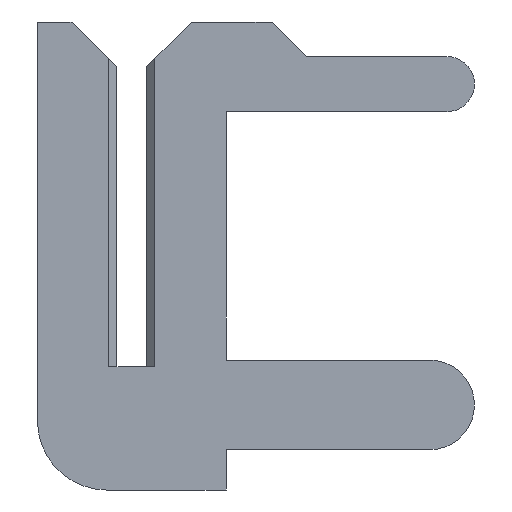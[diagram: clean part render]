
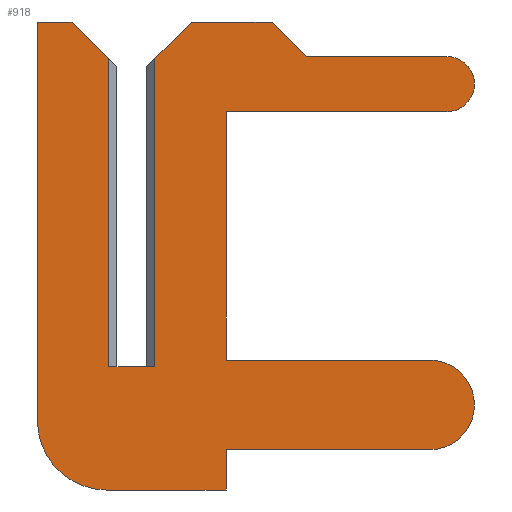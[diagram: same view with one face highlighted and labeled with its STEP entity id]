
A CAD part, left-side view. The second image highlights one B-rep face of the part: STEP entity #918.
In plain terms, the highlighted planar face has unit normal (-1, 0, 0).
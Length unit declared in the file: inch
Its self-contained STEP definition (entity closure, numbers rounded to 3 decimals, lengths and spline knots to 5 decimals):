
#2 = VECTOR ( 'NONE', #621, 39.37008 ) ;
#10 = ORIENTED_EDGE ( 'NONE', *, *, #794, .F. ) ;
#21 = EDGE_CURVE ( 'NONE', #318, #887, #1177, .T. ) ;
#25 = VERTEX_POINT ( 'NONE', #325 ) ;
#41 = ORIENTED_EDGE ( 'NONE', *, *, #755, .F. ) ;
#46 = EDGE_CURVE ( 'NONE', #55, #694, #334, .T. ) ;
#55 = VERTEX_POINT ( 'NONE', #980 ) ;
#56 = CARTESIAN_POINT ( 'NONE',  ( -0.01, 0.0065, 0. ) ) ;
#59 = DIRECTION ( 'NONE',  ( 0., -1., 0. ) ) ;
#70 = DIRECTION ( 'NONE',  ( 0., 0., 1. ) ) ;
#76 = EDGE_CURVE ( 'NONE', #1189, #576, #1074, .T. ) ;
#89 = VERTEX_POINT ( 'NONE', #1184 ) ;
#92 = VECTOR ( 'NONE', #59, 39.37008 ) ;
#95 = CIRCLE ( 'NONE', #307, 0.03 ) ;
#108 = VECTOR ( 'NONE', #197, 39.37008 ) ;
#113 = CARTESIAN_POINT ( 'NONE',  ( -0.01, -0.01, 0.134 ) ) ;
#122 = EDGE_CURVE ( 'NONE', #1019, #318, #1017, .T. ) ;
#136 = LINE ( 'NONE', #553, #108 ) ;
#139 = VECTOR ( 'NONE', #907, 39.37008 ) ;
#140 = DIRECTION ( 'NONE',  ( 1., 0., 0. ) ) ;
#147 = ORIENTED_EDGE ( 'NONE', *, *, #926, .F. ) ;
#148 = ORIENTED_EDGE ( 'NONE', *, *, #1066, .T. ) ;
#153 = AXIS2_PLACEMENT_3D ( 'NONE', #1061, #140, #324 ) ;
#157 = VERTEX_POINT ( 'NONE', #339 ) ;
#161 = DIRECTION ( 'NONE',  ( 0., 0., 1. ) ) ;
#164 = CARTESIAN_POINT ( 'NONE',  ( -0.01, 0.011, -0.0535 ) ) ;
#167 = DIRECTION ( 'NONE',  ( 1., 0., 0. ) ) ;
#172 = DIRECTION ( 'NONE',  ( 0., -1., 0. ) ) ;
#174 = ORIENTED_EDGE ( 'NONE', *, *, #321, .F. ) ;
#192 = ORIENTED_EDGE ( 'NONE', *, *, #565, .T. ) ;
#197 = DIRECTION ( 'NONE',  ( 0., 0., -1. ) ) ;
#204 = CARTESIAN_POINT ( 'NONE',  ( -0.01, -0.041, -0.0535 ) ) ;
#224 = ORIENTED_EDGE ( 'NONE', *, *, #122, .F. ) ;
#226 = DIRECTION ( 'NONE',  ( 0., -1., 0. ) ) ;
#230 = CARTESIAN_POINT ( 'NONE',  ( -0.01, 0.041, 0.15 ) ) ;
#240 = VERTEX_POINT ( 'NONE', #806 ) ;
#242 = CARTESIAN_POINT ( 'NONE',  ( -0.01, -0.076, 0.135 ) ) ;
#254 = VERTEX_POINT ( 'NONE', #1092 ) ;
#277 = VERTEX_POINT ( 'NONE', #1002 ) ;
#287 = CARTESIAN_POINT ( 'NONE',  ( -0.01, -0.061, 0.15 ) ) ;
#290 = CARTESIAN_POINT ( 'NONE',  ( -0.01, 0.026, 0.15 ) ) ;
#304 = ORIENTED_EDGE ( 'NONE', *, *, #46, .F. ) ;
#307 = AXIS2_PLACEMENT_3D ( 'NONE', #527, #445, #1185 ) ;
#308 = VERTEX_POINT ( 'NONE', #915 ) ;
#318 = VERTEX_POINT ( 'NONE', #820 ) ;
#321 = EDGE_CURVE ( 'NONE', #240, #1019, #671, .T. ) ;
#324 = DIRECTION ( 'NONE',  ( 0., 0., 1. ) ) ;
#325 = CARTESIAN_POINT ( 'NONE',  ( -0.01, -0.137, 0.111 ) ) ;
#332 = VERTEX_POINT ( 'NONE', #113 ) ;
#334 = LINE ( 'NONE', #891, #92 ) ;
#339 = CARTESIAN_POINT ( 'NONE',  ( -0.01, 0.01, 0. ) ) ;
#350 = CARTESIAN_POINT ( 'NONE',  ( -0.01, -0.1295, -0.0165 ) ) ;
#352 = LINE ( 'NONE', #230, #1062 ) ;
#371 = VECTOR ( 'NONE', #1039, 39.37008 ) ;
#378 = ORIENTED_EDGE ( 'NONE', *, *, #409, .F. ) ;
#385 = CARTESIAN_POINT ( 'NONE',  ( -0.01, 0.011, -0.0535 ) ) ;
#401 = PLANE ( 'NONE',  #425 ) ;
#408 = CARTESIAN_POINT ( 'NONE',  ( -0.01, -0.041, -0.036 ) ) ;
#409 = EDGE_CURVE ( 'NONE', #694, #898, #422, .T. ) ;
#411 = CARTESIAN_POINT ( 'NONE',  ( -0.01, -0.041, -0.036 ) ) ;
#414 = VERTEX_POINT ( 'NONE', #762 ) ;
#422 = LINE ( 'NONE', #627, #1021 ) ;
#425 = AXIS2_PLACEMENT_3D ( 'NONE', #1081, #1077, #70 ) ;
#435 = ORIENTED_EDGE ( 'NONE', *, *, #670, .F. ) ;
#440 = EDGE_CURVE ( 'NONE', #254, #240, #136, .T. ) ;
#445 = DIRECTION ( 'NONE',  ( 1., 0., 0. ) ) ;
#471 = LINE ( 'NONE', #494, #637 ) ;
#477 = ORIENTED_EDGE ( 'NONE', *, *, #21, .F. ) ;
#485 = EDGE_CURVE ( 'NONE', #308, #414, #352, .T. ) ;
#494 = CARTESIAN_POINT ( 'NONE',  ( -0.01, -0.041, 0.111 ) ) ;
#508 = EDGE_LOOP ( 'NONE', ( #595, #148, #1036, #192, #147, #41, #1135, #741, #848, #435, #477, #224, #174, #796, #1059, #10, #606, #378, #304 ) ) ;
#527 = CARTESIAN_POINT ( 'NONE',  ( -0.01, 0.011, -0.0235 ) ) ;
#529 = VECTOR ( 'NONE', #226, 39.37008 ) ;
#534 = CARTESIAN_POINT ( 'NONE',  ( -0.01, -0.1295, 0.003 ) ) ;
#547 = CARTESIAN_POINT ( 'NONE',  ( -0.01, 0.01, 0.134 ) ) ;
#550 = LINE ( 'NONE', #833, #613 ) ;
#553 = CARTESIAN_POINT ( 'NONE',  ( -0.01, -0.041, 0.003 ) ) ;
#565 = EDGE_CURVE ( 'NONE', #157, #1170, #934, .T. ) ;
#576 = VERTEX_POINT ( 'NONE', #385 ) ;
#595 = ORIENTED_EDGE ( 'NONE', *, *, #649, .F. ) ;
#606 = ORIENTED_EDGE ( 'NONE', *, *, #896, .F. ) ;
#613 = VECTOR ( 'NONE', #840, 39.37008 ) ;
#621 = DIRECTION ( 'NONE',  ( 0., -0.707, -0.707 ) ) ;
#627 = CARTESIAN_POINT ( 'NONE',  ( -0.01, -0.076, 0.135 ) ) ;
#637 = VECTOR ( 'NONE', #644, 39.37008 ) ;
#644 = DIRECTION ( 'NONE',  ( 0., 1., 0. ) ) ;
#645 = LINE ( 'NONE', #56, #797 ) ;
#649 = EDGE_CURVE ( 'NONE', #332, #55, #550, .T. ) ;
#668 = EDGE_CURVE ( 'NONE', #25, #254, #471, .T. ) ;
#670 = EDGE_CURVE ( 'NONE', #887, #1189, #852, .T. ) ;
#671 = LINE ( 'NONE', #534, #788 ) ;
#674 = LINE ( 'NONE', #1157, #2 ) ;
#685 = CARTESIAN_POINT ( 'NONE',  ( -0.01, 0.01, -0.0235 ) ) ;
#691 = FACE_OUTER_BOUND ( 'NONE', #508, .T. ) ;
#694 = VERTEX_POINT ( 'NONE', #287 ) ;
#696 = VECTOR ( 'NONE', #798, 39.37008 ) ;
#700 = CARTESIAN_POINT ( 'NONE',  ( -0.01, -0.1295, 0.003 ) ) ;
#741 = ORIENTED_EDGE ( 'NONE', *, *, #1106, .F. ) ;
#748 = CARTESIAN_POINT ( 'NONE',  ( -0.01, -0.137, 0.135 ) ) ;
#755 = EDGE_CURVE ( 'NONE', #414, #277, #1040, .T. ) ;
#757 = AXIS2_PLACEMENT_3D ( 'NONE', #350, #167, #161 ) ;
#762 = CARTESIAN_POINT ( 'NONE',  ( -0.01, 0.041, 0.15 ) ) ;
#767 = DIRECTION ( 'NONE',  ( 0., 0., 1. ) ) ;
#768 = VERTEX_POINT ( 'NONE', #748 ) ;
#788 = VECTOR ( 'NONE', #1191, 39.37008 ) ;
#790 = DIRECTION ( 'NONE',  ( 0., 1., 0. ) ) ;
#794 = EDGE_CURVE ( 'NONE', #768, #25, #889, .T. ) ;
#796 = ORIENTED_EDGE ( 'NONE', *, *, #440, .F. ) ;
#797 = VECTOR ( 'NONE', #172, 39.37008 ) ;
#798 = DIRECTION ( 'NONE',  ( 0., 0., -1. ) ) ;
#806 = CARTESIAN_POINT ( 'NONE',  ( -0.01, -0.041, 0.003 ) ) ;
#820 = CARTESIAN_POINT ( 'NONE',  ( -0.01, -0.1295, -0.036 ) ) ;
#828 = DIRECTION ( 'NONE',  ( 0., -0.707, -0.707 ) ) ;
#833 = CARTESIAN_POINT ( 'NONE',  ( -0.01, -0.0065, 0.1305 ) ) ;
#840 = DIRECTION ( 'NONE',  ( 0., -0.707, 0.707 ) ) ;
#848 = ORIENTED_EDGE ( 'NONE', *, *, #76, .F. ) ;
#852 = LINE ( 'NONE', #204, #371 ) ;
#887 = VERTEX_POINT ( 'NONE', #408 ) ;
#889 = CIRCLE ( 'NONE', #153, 0.012 ) ;
#891 = CARTESIAN_POINT ( 'NONE',  ( -0.01, -0.026, 0.15 ) ) ;
#896 = EDGE_CURVE ( 'NONE', #898, #768, #1111, .T. ) ;
#898 = VERTEX_POINT ( 'NONE', #242 ) ;
#900 = DIRECTION ( 'NONE',  ( 0., 1., 0. ) ) ;
#907 = DIRECTION ( 'NONE',  ( 0., 0., 1. ) ) ;
#915 = CARTESIAN_POINT ( 'NONE',  ( -0.01, 0.041, -0.0235 ) ) ;
#918 = ADVANCED_FACE ( 'NONE', ( #691 ), #401, .T. ) ;
#926 = EDGE_CURVE ( 'NONE', #277, #1170, #674, .T. ) ;
#930 = VECTOR ( 'NONE', #900, 39.37008 ) ;
#934 = LINE ( 'NONE', #685, #139 ) ;
#967 = LINE ( 'NONE', #1071, #696 ) ;
#979 = VECTOR ( 'NONE', #1057, 39.37008 ) ;
#980 = CARTESIAN_POINT ( 'NONE',  ( -0.01, -0.026, 0.15 ) ) ;
#1002 = CARTESIAN_POINT ( 'NONE',  ( -0.01, 0.026, 0.15 ) ) ;
#1015 = CARTESIAN_POINT ( 'NONE',  ( -0.01, -0.041, -0.0535 ) ) ;
#1017 = CIRCLE ( 'NONE', #757, 0.0195 ) ;
#1019 = VERTEX_POINT ( 'NONE', #700 ) ;
#1021 = VECTOR ( 'NONE', #828, 39.37008 ) ;
#1036 = ORIENTED_EDGE ( 'NONE', *, *, #1146, .F. ) ;
#1039 = DIRECTION ( 'NONE',  ( 0., 0., -1. ) ) ;
#1040 = LINE ( 'NONE', #290, #529 ) ;
#1057 = DIRECTION ( 'NONE',  ( 0., -1., 0. ) ) ;
#1059 = ORIENTED_EDGE ( 'NONE', *, *, #668, .F. ) ;
#1061 = CARTESIAN_POINT ( 'NONE',  ( -0.01, -0.137, 0.123 ) ) ;
#1062 = VECTOR ( 'NONE', #767, 39.37008 ) ;
#1064 = CARTESIAN_POINT ( 'NONE',  ( -0.01, -0.137, 0.135 ) ) ;
#1066 = EDGE_CURVE ( 'NONE', #332, #89, #967, .T. ) ;
#1071 = CARTESIAN_POINT ( 'NONE',  ( -0.01, -0.01, 0.15 ) ) ;
#1074 = LINE ( 'NONE', #164, #930 ) ;
#1077 = DIRECTION ( 'NONE',  ( -1., 0., 0. ) ) ;
#1081 = CARTESIAN_POINT ( 'NONE',  ( -0.01, 0.011, -0.0235 ) ) ;
#1092 = CARTESIAN_POINT ( 'NONE',  ( -0.01, -0.041, 0.111 ) ) ;
#1106 = EDGE_CURVE ( 'NONE', #576, #308, #95, .T. ) ;
#1111 = LINE ( 'NONE', #1064, #979 ) ;
#1135 = ORIENTED_EDGE ( 'NONE', *, *, #485, .F. ) ;
#1146 = EDGE_CURVE ( 'NONE', #157, #89, #645, .T. ) ;
#1151 = VECTOR ( 'NONE', #790, 39.37008 ) ;
#1157 = CARTESIAN_POINT ( 'NONE',  ( -0.01, 0.0065, 0.1305 ) ) ;
#1170 = VERTEX_POINT ( 'NONE', #547 ) ;
#1177 = LINE ( 'NONE', #411, #1151 ) ;
#1184 = CARTESIAN_POINT ( 'NONE',  ( -0.01, -0.01, 0. ) ) ;
#1185 = DIRECTION ( 'NONE',  ( 0., 0., 1. ) ) ;
#1189 = VERTEX_POINT ( 'NONE', #1015 ) ;
#1191 = DIRECTION ( 'NONE',  ( 0., -1., 0. ) ) ;
